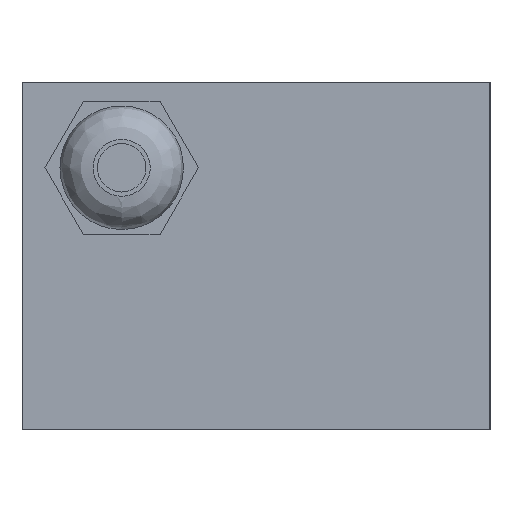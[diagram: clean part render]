
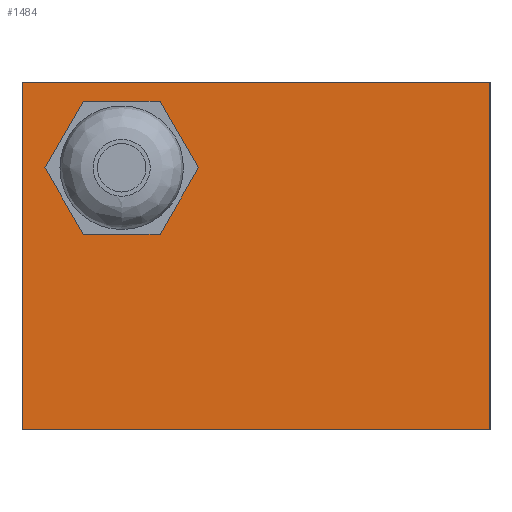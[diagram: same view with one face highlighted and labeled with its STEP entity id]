
A CAD part, left-side view. The second image highlights one B-rep face of the part: STEP entity #1484.
In plain terms, the highlighted planar face has unit normal (-1, 0, 0).
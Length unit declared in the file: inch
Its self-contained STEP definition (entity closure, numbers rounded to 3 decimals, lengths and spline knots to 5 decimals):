
#29=FACE_BOUND('',#257,.T.);
#87=PLANE('',#1639);
#169=FACE_OUTER_BOUND('',#256,.T.);
#256=EDGE_LOOP('',(#1298,#1299,#1300,#1301));
#257=EDGE_LOOP('',(#1302,#1303));
#401=LINE('',#2493,#549);
#408=LINE('',#2514,#556);
#409=LINE('',#2516,#557);
#410=LINE('',#2517,#558);
#549=VECTOR('',#2036,0.3937);
#556=VECTOR('',#2057,0.3937);
#557=VECTOR('',#2058,0.3937);
#558=VECTOR('',#2059,0.3937);
#578=CIRCLE('',#1542,0.19685);
#579=CIRCLE('',#1543,0.19685);
#660=VERTEX_POINT('',#2220);
#661=VERTEX_POINT('',#2221);
#750=VERTEX_POINT('',#2490);
#751=VERTEX_POINT('',#2492);
#758=VERTEX_POINT('',#2513);
#759=VERTEX_POINT('',#2515);
#815=EDGE_CURVE('',#660,#661,#578,.T.);
#816=EDGE_CURVE('',#661,#660,#579,.T.);
#947=EDGE_CURVE('',#751,#750,#401,.T.);
#958=EDGE_CURVE('',#750,#758,#408,.T.);
#959=EDGE_CURVE('',#758,#759,#409,.T.);
#960=EDGE_CURVE('',#759,#751,#410,.T.);
#1298=ORIENTED_EDGE('',*,*,#947,.T.);
#1299=ORIENTED_EDGE('',*,*,#958,.T.);
#1300=ORIENTED_EDGE('',*,*,#959,.T.);
#1301=ORIENTED_EDGE('',*,*,#960,.T.);
#1302=ORIENTED_EDGE('',*,*,#815,.T.);
#1303=ORIENTED_EDGE('',*,*,#816,.T.);
#1484=ADVANCED_FACE('',(#169,#29),#87,.T.);
#1542=AXIS2_PLACEMENT_3D('',#2222,#1764,#1765);
#1543=AXIS2_PLACEMENT_3D('',#2223,#1766,#1767);
#1639=AXIS2_PLACEMENT_3D('',#2512,#2055,#2056);
#1764=DIRECTION('center_axis',(1.,0.,0.));
#1765=DIRECTION('ref_axis',(0.,-1.,0.));
#1766=DIRECTION('center_axis',(1.,0.,0.));
#1767=DIRECTION('ref_axis',(0.,-1.,0.));
#2036=DIRECTION('',(0.,0.,-1.));
#2055=DIRECTION('center_axis',(-1.,0.,0.));
#2056=DIRECTION('ref_axis',(0.,0.,1.));
#2057=DIRECTION('',(0.,-1.,0.));
#2058=DIRECTION('',(0.,0.,1.));
#2059=DIRECTION('',(0.,1.,0.));
#2220=CARTESIAN_POINT('',(-4.37,0.35976,0.36567));
#2221=CARTESIAN_POINT('',(-4.37,0.75346,0.36567));
#2222=CARTESIAN_POINT('Origin',(-4.37,0.55661,0.36567));
#2223=CARTESIAN_POINT('Origin',(-4.37,0.55661,0.36567));
#2490=CARTESIAN_POINT('',(-4.37,0.97,-0.72));
#2492=CARTESIAN_POINT('',(-4.37,0.97,0.72));
#2493=CARTESIAN_POINT('',(-4.37,0.97,0.72));
#2512=CARTESIAN_POINT('Origin',(-4.37,0.,0.));
#2513=CARTESIAN_POINT('',(-4.37,-0.97,-0.72));
#2514=CARTESIAN_POINT('',(-4.37,0.97,-0.72));
#2515=CARTESIAN_POINT('',(-4.37,-0.97,0.72));
#2516=CARTESIAN_POINT('',(-4.37,-0.97,-0.72));
#2517=CARTESIAN_POINT('',(-4.37,-0.97,0.72));
